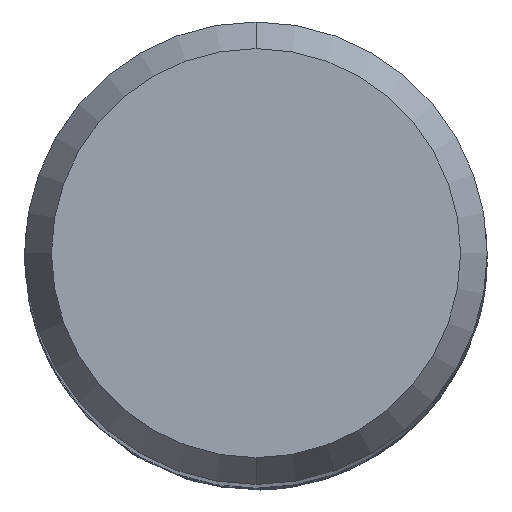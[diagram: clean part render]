
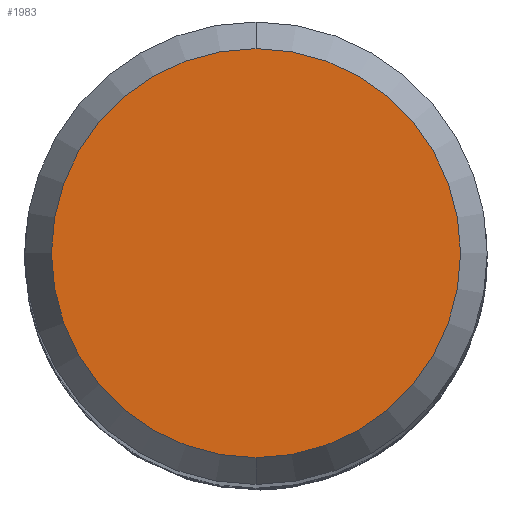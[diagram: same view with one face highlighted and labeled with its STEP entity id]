
A CAD part, top view. The second image highlights one B-rep face of the part: STEP entity #1983.
In plain terms, the highlighted planar face has unit normal (0, 0, 1).
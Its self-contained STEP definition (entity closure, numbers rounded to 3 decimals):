
#1073=EDGE_CURVE('',#1331,#2007,#2510,.T.);
#1331=VERTEX_POINT('',#2794);
#1853=EDGE_CURVE('',#2007,#1331,#3363,.T.);
#1983=ADVANCED_FACE('',(#3507),#3508,.T.);
#2007=VERTEX_POINT('',#3533);
#2510=CIRCLE('',#8541,4.423);
#2794=CARTESIAN_POINT('',(0.,-4.423,0.0));
#3363=CIRCLE('',#18090,4.423);
#3507=FACE_OUTER_BOUND('',#18861,.T.);
#3508=PLANE('',#18862);
#3533=CARTESIAN_POINT('',(0.0,4.423,0.0));
#8541=AXIS2_PLACEMENT_3D('',#21108,#21109,#21110);
#18090=AXIS2_PLACEMENT_3D('',#22009,#22010,#22011);
#18861=EDGE_LOOP('',(#22175,#22176));
#18862=AXIS2_PLACEMENT_3D('',#22177,#22178,#22179);
#21108=CARTESIAN_POINT('',(0.0,0.0,0.0));
#21109=DIRECTION('',(0.0,0.0,-1.0));
#21110=DIRECTION('',(0.0,1.0,0.0));
#22009=CARTESIAN_POINT('',(0.0,0.0,0.0));
#22010=DIRECTION('',(0.0,0.0,-1.0));
#22011=DIRECTION('',(0.0,1.0,0.0));
#22175=ORIENTED_EDGE('',*,*,#1853,.F.);
#22176=ORIENTED_EDGE('',*,*,#1073,.F.);
#22177=CARTESIAN_POINT('',(0.0,2.211,0.0));
#22178=DIRECTION('',(-0.0,0.0,1.0));
#22179=DIRECTION('',(0.0,-1.0,0.0));
